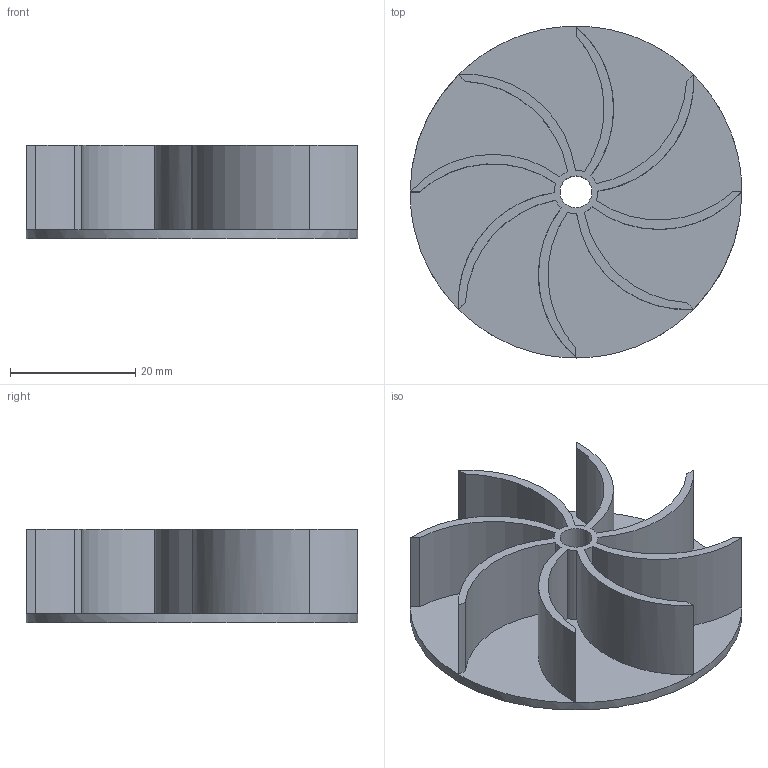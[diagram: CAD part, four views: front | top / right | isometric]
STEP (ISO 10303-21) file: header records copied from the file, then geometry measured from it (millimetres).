
FILE_DESCRIPTION(/* description */ (''),/* implementation_level */ '2;1');
FILE_NAME(/* name */ 'Rotor v2.step',/* time_stamp */ '2024-07-25T15:09:09+02:00',/* author */ (''),/* organization */ (''),/* preprocessor_version */ 'ST-DEVELOPER v20',/* originating_system */ 'Autodesk Translation Framework v13.14.0.145',/* authorisation */ '');
FILE_SCHEMA (('AUTOMOTIVE_DESIGN { 1 0 10303 214 3 1 1 }'));
Length unit declared in the file: millimetre
Products named in the file (1): Rotor
Bounding box: 53 x 53 x 15 mm (x, y, z)
Volume: 7235 mm3; surface area: 10589.5 mm2
Topology: 1 solids, 1 shells, 40 faces, 105 edges, 67 vertices
Faces by surface type: cylinder 26, plane 14
Full cylindrical faces by diameter (mm): 5.1 x1, 53 x1
Entity records: 1289 total; most frequent: DIRECTION 242, CARTESIAN_POINT 213, ORIENTED_EDGE 210, EDGE_CURVE 105, AXIS2_PLACEMENT_3D 96, VERTEX_POINT 67, CIRCLE 55, LINE 50
